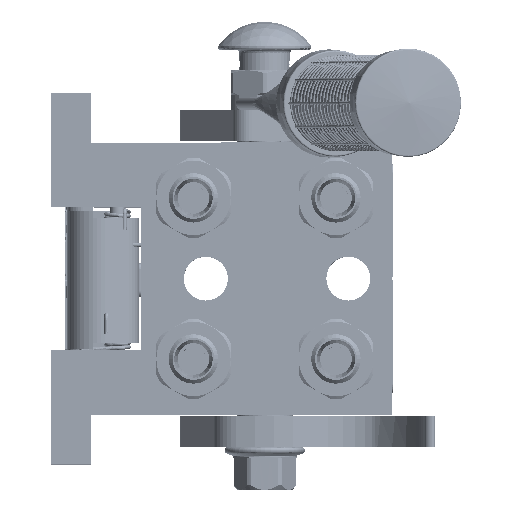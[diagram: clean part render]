
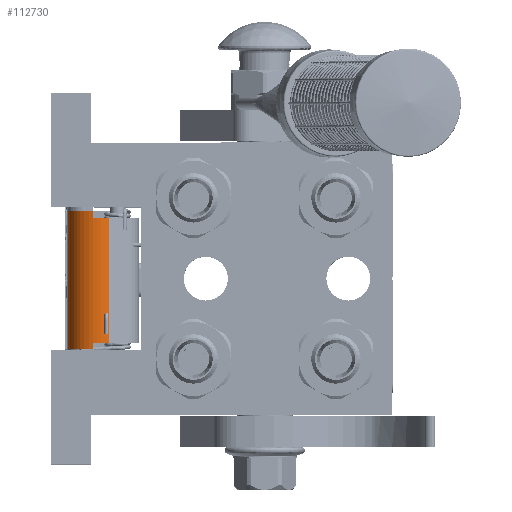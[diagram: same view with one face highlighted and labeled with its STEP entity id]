
A CAD part, top view. The second image highlights one B-rep face of the part: STEP entity #112730.
In plain terms, the highlighted cylindrical face has radius 9.5 mm (diameter 19 mm), a partial arc.
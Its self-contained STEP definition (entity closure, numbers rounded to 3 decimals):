
#508 = LINE ( 'NONE', #161582, #107855 ) ;
#3243 = DIRECTION ( 'NONE',  ( 1., 0., 0. ) ) ;
#5829 = AXIS2_PLACEMENT_3D ( 'NONE', #11719, #192692, #177357 ) ;
#9277 = VERTEX_POINT ( 'NONE', #122461 ) ;
#11719 = CARTESIAN_POINT ( 'NONE',  ( 22.25, -1.5, -47.5 ) ) ;
#15156 = CIRCLE ( 'NONE', #5829, 9.5 ) ;
#16130 = CARTESIAN_POINT ( 'NONE',  ( -20.25, -1.5, -47.5 ) ) ;
#18014 = DIRECTION ( 'NONE',  ( 0., -1., 0. ) ) ;
#18872 = VERTEX_POINT ( 'NONE', #26734 ) ;
#21790 = VERTEX_POINT ( 'NONE', #37378 ) ;
#26734 = CARTESIAN_POINT ( 'NONE',  ( 22.25, 0., -56.881 ) ) ;
#28681 = EDGE_CURVE ( 'NONE', #102078, #89299, #154191, .T. ) ;
#30737 = FACE_OUTER_BOUND ( 'NONE', #133411, .T. ) ;
#31383 = ORIENTED_EDGE ( 'NONE', *, *, #77276, .T. ) ;
#35054 = CARTESIAN_POINT ( 'NONE',  ( 20.25, -1.5, -47.5 ) ) ;
#37378 = CARTESIAN_POINT ( 'NONE',  ( -22.25, 8., -47.5 ) ) ;
#40813 = ORIENTED_EDGE ( 'NONE', *, *, #183898, .T. ) ;
#55299 = EDGE_CURVE ( 'NONE', #191233, #102078, #135410, .T. ) ;
#56113 = EDGE_CURVE ( 'NONE', #142382, #21790, #96938, .T. ) ;
#65415 = AXIS2_PLACEMENT_3D ( 'NONE', #80583, #93871, #187419 ) ;
#77276 = EDGE_CURVE ( 'NONE', #191233, #142684, #186700, .T. ) ;
#79439 = DIRECTION ( 'NONE',  ( -1., 0., 0. ) ) ;
#80583 = CARTESIAN_POINT ( 'NONE',  ( -22.25, -1.5, -47.5 ) ) ;
#81060 = DIRECTION ( 'NONE',  ( 1., 0., 0. ) ) ;
#89299 = VERTEX_POINT ( 'NONE', #145479 ) ;
#92141 = DIRECTION ( 'NONE',  ( 1., 0., 0. ) ) ;
#93871 = DIRECTION ( 'NONE',  ( 1., 0., 0. ) ) ;
#94000 = CARTESIAN_POINT ( 'NONE',  ( -22.25, -1.5, -47.5 ) ) ;
#96938 = CIRCLE ( 'NONE', #65415, 9.5 ) ;
#97402 = EDGE_CURVE ( 'NONE', #142382, #142684, #128263, .T. ) ;
#99634 = VECTOR ( 'NONE', #3243, 1000. ) ;
#101425 = DIRECTION ( 'NONE',  ( 1., 0., 0. ) ) ;
#101625 = AXIS2_PLACEMENT_3D ( 'NONE', #94000, #79439, #18014 ) ;
#102078 = VERTEX_POINT ( 'NONE', #121368 ) ;
#102597 = CARTESIAN_POINT ( 'NONE',  ( -22.25, 0., -56.881 ) ) ;
#102609 = VECTOR ( 'NONE', #150205, 1000. ) ;
#107855 = VECTOR ( 'NONE', #101425, 1000. ) ;
#109432 = CYLINDRICAL_SURFACE ( 'NONE', #101625, 9.5 ) ;
#111598 = VECTOR ( 'NONE', #144497, 1000. ) ;
#112730 = ADVANCED_FACE ( 'NONE', ( #30737 ), #109432, .T. ) ;
#116605 = ORIENTED_EDGE ( 'NONE', *, *, #28681, .F. ) ;
#121368 = CARTESIAN_POINT ( 'NONE',  ( 20.25, -5.154, -56.269 ) ) ;
#122461 = CARTESIAN_POINT ( 'NONE',  ( 22.25, 8., -47.5 ) ) ;
#125100 = EDGE_CURVE ( 'NONE', #18872, #9277, #15156, .T. ) ;
#128263 = LINE ( 'NONE', #177363, #111598 ) ;
#128786 = LINE ( 'NONE', #163599, #102609 ) ;
#129367 = ORIENTED_EDGE ( 'NONE', *, *, #174197, .F. ) ;
#129614 = ORIENTED_EDGE ( 'NONE', *, *, #97402, .F. ) ;
#132084 = CARTESIAN_POINT ( 'NONE',  ( -20.25, 0., -56.881 ) ) ;
#133411 = EDGE_LOOP ( 'NONE', ( #158146, #31383, #129614, #154107, #40813, #153156, #129367, #116605 ) ) ;
#135410 = LINE ( 'NONE', #171485, #99634 ) ;
#142382 = VERTEX_POINT ( 'NONE', #102597 ) ;
#142684 = VERTEX_POINT ( 'NONE', #132084 ) ;
#144497 = DIRECTION ( 'NONE',  ( 1., 0., 0. ) ) ;
#145479 = CARTESIAN_POINT ( 'NONE',  ( 20.25, 0., -56.881 ) ) ;
#150205 = DIRECTION ( 'NONE',  ( 1., 0., 0. ) ) ;
#152242 = DIRECTION ( 'NONE',  ( 0., -0.385, -0.923 ) ) ;
#153156 = ORIENTED_EDGE ( 'NONE', *, *, #125100, .F. ) ;
#154107 = ORIENTED_EDGE ( 'NONE', *, *, #56113, .T. ) ;
#154191 = CIRCLE ( 'NONE', #197005, 9.5 ) ;
#157796 = AXIS2_PLACEMENT_3D ( 'NONE', #16130, #92141, #152242 ) ;
#158146 = ORIENTED_EDGE ( 'NONE', *, *, #55299, .F. ) ;
#161582 = CARTESIAN_POINT ( 'NONE',  ( -22.25, 8., -47.5 ) ) ;
#163599 = CARTESIAN_POINT ( 'NONE',  ( 20.25, 0., -56.881 ) ) ;
#171461 = CARTESIAN_POINT ( 'NONE',  ( -20.25, -5.154, -56.269 ) ) ;
#171485 = CARTESIAN_POINT ( 'NONE',  ( -20.25, -5.154, -56.269 ) ) ;
#174197 = EDGE_CURVE ( 'NONE', #89299, #18872, #128786, .T. ) ;
#177357 = DIRECTION ( 'NONE',  ( 0., 0.158, -0.987 ) ) ;
#177363 = CARTESIAN_POINT ( 'NONE',  ( -22.25, 0., -56.881 ) ) ;
#183898 = EDGE_CURVE ( 'NONE', #21790, #9277, #508, .T. ) ;
#186700 = CIRCLE ( 'NONE', #157796, 9.5 ) ;
#187419 = DIRECTION ( 'NONE',  ( 0., 0.158, -0.987 ) ) ;
#187895 = DIRECTION ( 'NONE',  ( 0., -0.385, -0.923 ) ) ;
#191233 = VERTEX_POINT ( 'NONE', #171461 ) ;
#192692 = DIRECTION ( 'NONE',  ( 1., 0., 0. ) ) ;
#197005 = AXIS2_PLACEMENT_3D ( 'NONE', #35054, #81060, #187895 ) ;
